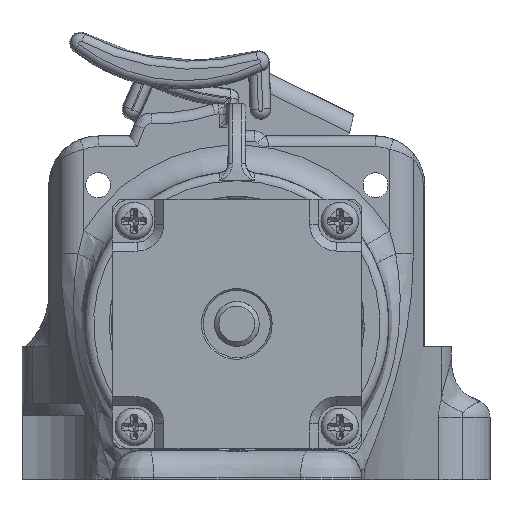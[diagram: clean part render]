
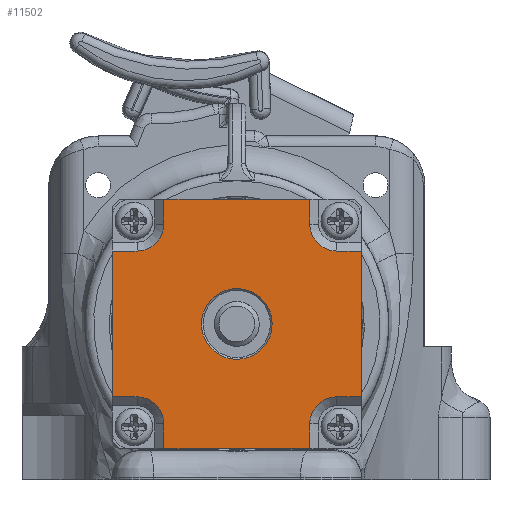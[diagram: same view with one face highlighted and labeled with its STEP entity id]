
A CAD part, front view. The second image highlights one B-rep face of the part: STEP entity #11502.
In plain terms, the highlighted planar face has unit normal (0, -1, 0).
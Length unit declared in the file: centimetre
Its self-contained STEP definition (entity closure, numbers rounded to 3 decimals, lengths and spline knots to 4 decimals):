
#791=LINE('',#17189,#1483);
#792=LINE('',#17191,#1484);
#793=LINE('',#17193,#1485);
#794=LINE('',#17197,#1486);
#795=LINE('',#17199,#1487);
#796=LINE('',#17201,#1488);
#797=LINE('',#17205,#1489);
#798=LINE('',#17207,#1490);
#799=LINE('',#17209,#1491);
#800=LINE('',#17213,#1492);
#801=LINE('',#17215,#1493);
#802=LINE('',#17216,#1494);
#1483=VECTOR('',#13683,0.278);
#1484=VECTOR('',#13684,1.629);
#1485=VECTOR('',#13685,0.278);
#1486=VECTOR('',#13688,0.278);
#1487=VECTOR('',#13689,1.629);
#1488=VECTOR('',#13690,0.278);
#1489=VECTOR('',#13693,0.278);
#1490=VECTOR('',#13694,1.629);
#1491=VECTOR('',#13695,0.278);
#1492=VECTOR('',#13698,0.278);
#1493=VECTOR('',#13699,1.629);
#1494=VECTOR('',#13700,0.278);
#2175=PLANE('',#12263);
#2444=FACE_BOUND('',#3391,.T.);
#2652=FACE_OUTER_BOUND('',#3390,.T.);
#3390=EDGE_LOOP('',(#7874,#7875,#7876,#7877,#7878,#7879,#7880,#7881,#7882,
#7883,#7884,#7885,#7886,#7887,#7888,#7889));
#3391=EDGE_LOOP('',(#7890));
#4335=CIRCLE('',#12264,0.3);
#4336=CIRCLE('',#12265,0.3);
#4337=CIRCLE('',#12266,0.3);
#4338=CIRCLE('',#12267,0.3);
#4339=CIRCLE('',#12268,0.395);
#5011=VERTEX_POINT('',#17185);
#5012=VERTEX_POINT('',#17186);
#5013=VERTEX_POINT('',#17188);
#5014=VERTEX_POINT('',#17190);
#5015=VERTEX_POINT('',#17192);
#5016=VERTEX_POINT('',#17194);
#5017=VERTEX_POINT('',#17196);
#5018=VERTEX_POINT('',#17198);
#5019=VERTEX_POINT('',#17200);
#5020=VERTEX_POINT('',#17202);
#5021=VERTEX_POINT('',#17204);
#5022=VERTEX_POINT('',#17206);
#5023=VERTEX_POINT('',#17208);
#5024=VERTEX_POINT('',#17210);
#5025=VERTEX_POINT('',#17212);
#5026=VERTEX_POINT('',#17214);
#5027=VERTEX_POINT('',#17217);
#6153=EDGE_CURVE('',#5011,#5012,#4335,.T.);
#6154=EDGE_CURVE('',#5012,#5013,#791,.T.);
#6155=EDGE_CURVE('',#5013,#5014,#792,.T.);
#6156=EDGE_CURVE('',#5014,#5015,#793,.T.);
#6157=EDGE_CURVE('',#5015,#5016,#4336,.T.);
#6158=EDGE_CURVE('',#5016,#5017,#794,.T.);
#6159=EDGE_CURVE('',#5017,#5018,#795,.T.);
#6160=EDGE_CURVE('',#5018,#5019,#796,.T.);
#6161=EDGE_CURVE('',#5019,#5020,#4337,.T.);
#6162=EDGE_CURVE('',#5020,#5021,#797,.T.);
#6163=EDGE_CURVE('',#5021,#5022,#798,.T.);
#6164=EDGE_CURVE('',#5022,#5023,#799,.T.);
#6165=EDGE_CURVE('',#5023,#5024,#4338,.T.);
#6166=EDGE_CURVE('',#5024,#5025,#800,.T.);
#6167=EDGE_CURVE('',#5026,#5025,#801,.T.);
#6168=EDGE_CURVE('',#5026,#5011,#802,.T.);
#6169=EDGE_CURVE('',#5027,#5027,#4339,.T.);
#7874=ORIENTED_EDGE('',*,*,#6153,.T.);
#7875=ORIENTED_EDGE('',*,*,#6154,.T.);
#7876=ORIENTED_EDGE('',*,*,#6155,.T.);
#7877=ORIENTED_EDGE('',*,*,#6156,.T.);
#7878=ORIENTED_EDGE('',*,*,#6157,.T.);
#7879=ORIENTED_EDGE('',*,*,#6158,.T.);
#7880=ORIENTED_EDGE('',*,*,#6159,.T.);
#7881=ORIENTED_EDGE('',*,*,#6160,.T.);
#7882=ORIENTED_EDGE('',*,*,#6161,.T.);
#7883=ORIENTED_EDGE('',*,*,#6162,.T.);
#7884=ORIENTED_EDGE('',*,*,#6163,.T.);
#7885=ORIENTED_EDGE('',*,*,#6164,.T.);
#7886=ORIENTED_EDGE('',*,*,#6165,.T.);
#7887=ORIENTED_EDGE('',*,*,#6166,.T.);
#7888=ORIENTED_EDGE('',*,*,#6167,.F.);
#7889=ORIENTED_EDGE('',*,*,#6168,.T.);
#7890=ORIENTED_EDGE('',*,*,#6169,.T.);
#11502=ADVANCED_FACE('',(#2652,#2444),#2175,.F.);
#12263=AXIS2_PLACEMENT_3D('',#17184,#13679,#13680);
#12264=AXIS2_PLACEMENT_3D('',#17187,#13681,#13682);
#12265=AXIS2_PLACEMENT_3D('',#17195,#13686,#13687);
#12266=AXIS2_PLACEMENT_3D('',#17203,#13691,#13692);
#12267=AXIS2_PLACEMENT_3D('',#17211,#13696,#13697);
#12268=AXIS2_PLACEMENT_3D('',#17218,#13701,#13702);
#13679=DIRECTION('center_axis',(0.,1.,0.));
#13680=DIRECTION('ref_axis',(0.,0.,1.));
#13681=DIRECTION('center_axis',(0.,1.,0.));
#13682=DIRECTION('ref_axis',(0.,0.,1.));
#13683=DIRECTION('',(0.,0.,1.));
#13684=DIRECTION('',(-1.,0.,0.));
#13685=DIRECTION('',(0.,0.,-1.));
#13686=DIRECTION('center_axis',(0.,1.,0.));
#13687=DIRECTION('ref_axis',(0.,0.,1.));
#13688=DIRECTION('',(-1.,0.,0.));
#13689=DIRECTION('',(0.,0.,-1.));
#13690=DIRECTION('',(1.,0.,0.));
#13691=DIRECTION('center_axis',(0.,1.,0.));
#13692=DIRECTION('ref_axis',(0.,0.,1.));
#13693=DIRECTION('',(0.,0.,-1.));
#13694=DIRECTION('',(1.,0.,0.));
#13695=DIRECTION('',(0.,0.,1.));
#13696=DIRECTION('center_axis',(0.,1.,0.));
#13697=DIRECTION('ref_axis',(0.,0.,1.));
#13698=DIRECTION('',(1.,0.,0.));
#13699=DIRECTION('',(0.,0.,-1.));
#13700=DIRECTION('',(-1.,0.,0.));
#13701=DIRECTION('center_axis',(0.,1.,0.));
#13702=DIRECTION('ref_axis',(0.,0.,1.));
#17184=CARTESIAN_POINT('Origin',(0.,0.,0.));
#17185=CARTESIAN_POINT('',(1.1145,0.,0.8145));
#17186=CARTESIAN_POINT('',(0.8145,0.,1.1145));
#17187=CARTESIAN_POINT('Origin',(1.1145,0.,1.1145));
#17188=CARTESIAN_POINT('',(0.8145,0.,1.3925));
#17189=CARTESIAN_POINT('',(0.8145,0.,1.1145));
#17190=CARTESIAN_POINT('',(-0.8145,0.,1.3925));
#17191=CARTESIAN_POINT('',(0.8145,0.,1.3925));
#17192=CARTESIAN_POINT('',(-0.8145,0.,1.1145));
#17193=CARTESIAN_POINT('',(-0.8145,0.,1.3925));
#17194=CARTESIAN_POINT('',(-1.1145,0.,0.8145));
#17195=CARTESIAN_POINT('Origin',(-1.1145,0.,1.1145));
#17196=CARTESIAN_POINT('',(-1.3925,0.,0.8145));
#17197=CARTESIAN_POINT('',(-1.1145,0.,0.8145));
#17198=CARTESIAN_POINT('',(-1.3925,0.,-0.8145));
#17199=CARTESIAN_POINT('',(-1.3925,0.,0.8145));
#17200=CARTESIAN_POINT('',(-1.1145,0.,-0.8145));
#17201=CARTESIAN_POINT('',(-1.3925,0.,-0.8145));
#17202=CARTESIAN_POINT('',(-0.8145,0.,-1.1145));
#17203=CARTESIAN_POINT('Origin',(-1.1145,0.,-1.1145));
#17204=CARTESIAN_POINT('',(-0.8145,0.,-1.3925));
#17205=CARTESIAN_POINT('',(-0.8145,0.,-1.1145));
#17206=CARTESIAN_POINT('',(0.8145,0.,-1.3925));
#17207=CARTESIAN_POINT('',(-0.8145,0.,-1.3925));
#17208=CARTESIAN_POINT('',(0.8145,0.,-1.1145));
#17209=CARTESIAN_POINT('',(0.8145,0.,-1.3925));
#17210=CARTESIAN_POINT('',(1.1145,0.,-0.8145));
#17211=CARTESIAN_POINT('Origin',(1.1145,0.,-1.1145));
#17212=CARTESIAN_POINT('',(1.3925,0.,-0.8145));
#17213=CARTESIAN_POINT('',(1.1145,0.,-0.8145));
#17214=CARTESIAN_POINT('',(1.3925,0.,0.8145));
#17215=CARTESIAN_POINT('',(1.3925,0.,0.8145));
#17216=CARTESIAN_POINT('',(1.3925,0.,0.8145));
#17217=CARTESIAN_POINT('',(0.,0.,0.395));
#17218=CARTESIAN_POINT('Origin',(0.,0.,0.));
